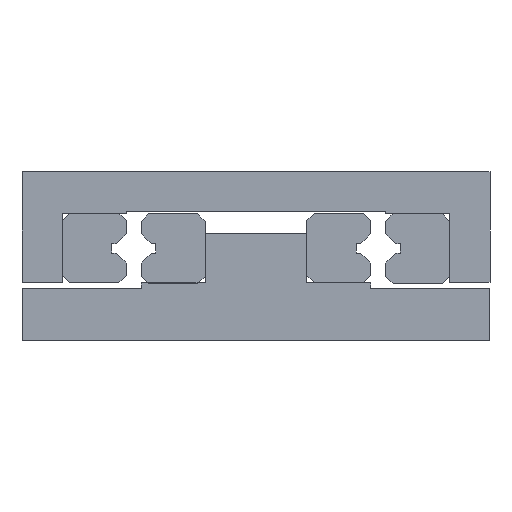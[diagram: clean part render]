
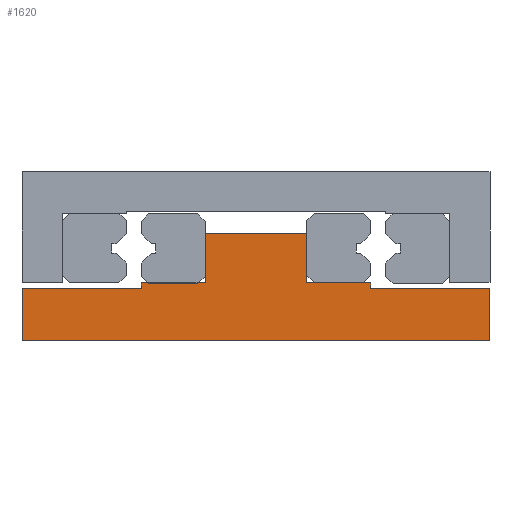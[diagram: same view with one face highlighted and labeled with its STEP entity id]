
A CAD part, front view. The second image highlights one B-rep face of the part: STEP entity #1620.
In plain terms, the highlighted planar face has unit normal (0, -1, 0).
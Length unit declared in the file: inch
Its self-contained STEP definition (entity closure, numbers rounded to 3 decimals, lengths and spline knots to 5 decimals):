
#1286=CARTESIAN_POINT('',(0.98,-2.0,-0.01));
#1287=VERTEX_POINT('',#1286);
#1294=CARTESIAN_POINT('',(2.0,-2.0,-0.01));
#1295=VERTEX_POINT('',#1294);
#1296=CARTESIAN_POINT('',(2.0,-2.0,-0.01));
#1297=DIRECTION('',(-1.0,0.0,0.0));
#1298=VECTOR('',#1297,1.02);
#1299=LINE('',#1296,#1298);
#1300=EDGE_CURVE('',#1295,#1287,#1299,.T.);
#1325=CARTESIAN_POINT('',(0.98,-2.0,0.035));
#1326=VERTEX_POINT('',#1325);
#1333=CARTESIAN_POINT('',(0.98,-2.0,-0.01));
#1334=DIRECTION('',(0.0,0.0,1.0));
#1335=VECTOR('',#1334,0.045);
#1336=LINE('',#1333,#1335);
#1337=EDGE_CURVE('',#1287,#1326,#1336,.T.);
#1349=CARTESIAN_POINT('',(0.435,-2.0,0.035));
#1350=VERTEX_POINT('',#1349);
#1357=CARTESIAN_POINT('',(0.98,-2.0,0.035));
#1358=DIRECTION('',(-1.0,0.0,0.0));
#1359=VECTOR('',#1358,0.545);
#1360=LINE('',#1357,#1359);
#1361=EDGE_CURVE('',#1326,#1350,#1360,.T.);
#1373=CARTESIAN_POINT('',(0.435,-2.0,0.455));
#1374=VERTEX_POINT('',#1373);
#1381=CARTESIAN_POINT('',(0.435,-2.0,0.035));
#1382=DIRECTION('',(0.0,0.0,1.0));
#1383=VECTOR('',#1382,0.42);
#1384=LINE('',#1381,#1383);
#1385=EDGE_CURVE('',#1350,#1374,#1384,.T.);
#1397=CARTESIAN_POINT('',(-0.435,-2.0,0.455));
#1398=VERTEX_POINT('',#1397);
#1405=CARTESIAN_POINT('',(0.435,-2.0,0.455));
#1406=DIRECTION('',(-1.0,0.0,0.0));
#1407=VECTOR('',#1406,0.87);
#1408=LINE('',#1405,#1407);
#1409=EDGE_CURVE('',#1374,#1398,#1408,.T.);
#1421=CARTESIAN_POINT('',(-0.435,-2.0,0.035));
#1422=VERTEX_POINT('',#1421);
#1429=CARTESIAN_POINT('',(-0.435,-2.0,0.455));
#1430=DIRECTION('',(0.0,0.0,-1.0));
#1431=VECTOR('',#1430,0.42);
#1432=LINE('',#1429,#1431);
#1433=EDGE_CURVE('',#1398,#1422,#1432,.T.);
#1445=CARTESIAN_POINT('',(-0.98,-2.0,0.035));
#1446=VERTEX_POINT('',#1445);
#1453=CARTESIAN_POINT('',(-0.435,-2.0,0.035));
#1454=DIRECTION('',(-1.0,0.0,0.0));
#1455=VECTOR('',#1454,0.545);
#1456=LINE('',#1453,#1455);
#1457=EDGE_CURVE('',#1422,#1446,#1456,.T.);
#1469=CARTESIAN_POINT('',(-0.98,-2.0,-0.01));
#1470=VERTEX_POINT('',#1469);
#1477=CARTESIAN_POINT('',(-0.98,-2.0,0.035));
#1478=DIRECTION('',(0.0,0.0,-1.0));
#1479=VECTOR('',#1478,0.045);
#1480=LINE('',#1477,#1479);
#1481=EDGE_CURVE('',#1446,#1470,#1480,.T.);
#1493=CARTESIAN_POINT('',(-2.0,-2.0,-0.01));
#1494=VERTEX_POINT('',#1493);
#1501=CARTESIAN_POINT('',(-0.98,-2.0,-0.01));
#1502=DIRECTION('',(-1.0,0.0,0.0));
#1503=VECTOR('',#1502,1.02);
#1504=LINE('',#1501,#1503);
#1505=EDGE_CURVE('',#1470,#1494,#1504,.T.);
#1525=CARTESIAN_POINT('',(-2.0,-2.0,-0.455));
#1526=VERTEX_POINT('',#1525);
#1533=CARTESIAN_POINT('',(-2.0,-2.0,-0.01));
#1534=DIRECTION('',(0.0,0.0,-1.0));
#1535=VECTOR('',#1534,0.445);
#1536=LINE('',#1533,#1535);
#1537=EDGE_CURVE('',#1494,#1526,#1536,.T.);
#1549=CARTESIAN_POINT('',(2.0,-2.0,-0.455));
#1550=VERTEX_POINT('',#1549);
#1557=CARTESIAN_POINT('',(-2.0,-2.0,-0.455));
#1558=DIRECTION('',(1.0,0.0,0.0));
#1559=VECTOR('',#1558,4.0);
#1560=LINE('',#1557,#1559);
#1561=EDGE_CURVE('',#1526,#1550,#1560,.T.);
#1590=CARTESIAN_POINT('',(2.0,-2.0,-0.455));
#1591=DIRECTION('',(0.0,0.0,1.0));
#1592=VECTOR('',#1591,0.445);
#1593=LINE('',#1590,#1592);
#1594=EDGE_CURVE('',#1550,#1295,#1593,.T.);
#1601=CARTESIAN_POINT('',(0.,-2.,-0.14322));
#1602=DIRECTION('',(0.0,1.0,0.0));
#1603=DIRECTION('',(0.0,0.0,1.0));
#1604=AXIS2_PLACEMENT_3D('',#1601,#1602,#1603);
#1605=PLANE('',#1604);
#1606=ORIENTED_EDGE('',*,*,#1594,.T.);
#1607=ORIENTED_EDGE('',*,*,#1300,.T.);
#1608=ORIENTED_EDGE('',*,*,#1337,.T.);
#1609=ORIENTED_EDGE('',*,*,#1361,.T.);
#1610=ORIENTED_EDGE('',*,*,#1385,.T.);
#1611=ORIENTED_EDGE('',*,*,#1409,.T.);
#1612=ORIENTED_EDGE('',*,*,#1433,.T.);
#1613=ORIENTED_EDGE('',*,*,#1457,.T.);
#1614=ORIENTED_EDGE('',*,*,#1481,.T.);
#1615=ORIENTED_EDGE('',*,*,#1505,.T.);
#1616=ORIENTED_EDGE('',*,*,#1537,.T.);
#1617=ORIENTED_EDGE('',*,*,#1561,.T.);
#1618=EDGE_LOOP('',(#1606,#1607,#1608,#1609,#1610,#1611,#1612,#1613,#1614,#1615,#1616,#1617));
#1619=FACE_OUTER_BOUND('',#1618,.T.);
#1620=ADVANCED_FACE('',(#1619),#1605,.F.);
